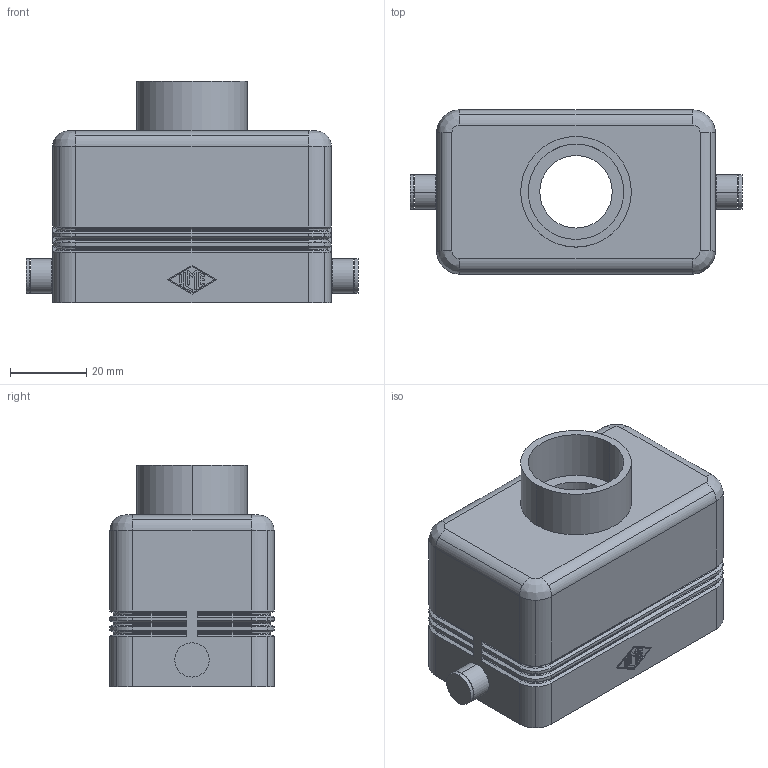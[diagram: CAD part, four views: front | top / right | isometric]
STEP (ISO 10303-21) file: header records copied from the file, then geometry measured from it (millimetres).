
FILE_DESCRIPTION((''),'2;1');
FILE_NAME('MHV 10 L25.stp','2007-01-03T10:42:00',('gembarski'),(''),'Autodesk Inventor 7','Autodesk Inventor 7','');
FILE_SCHEMA(('AUTOMOTIVE_DESIGN { 1 0 10303 214 1 1 1 1 }'));
Length unit declared in the file: millimetre
Products named in the file (1): MHV 10 L25
Bounding box: 87 x 43 x 58 mm (x, y, z)
Volume: 45850.2 mm3; surface area: 28074.8 mm2
Topology: 1 solids, 1 shells, 398 faces, 965 edges, 586 vertices
Faces by surface type: cylinder 162, bspline 119, plane 105, cone 12
Entity records: 13322 total; most frequent: CARTESIAN_POINT 4147, DIRECTION 1929, ORIENTED_EDGE 1914, EDGE_CURVE 957, AXIS2_PLACEMENT_3D 692, VERTEX_POINT 586, VECTOR 545, LINE 545
